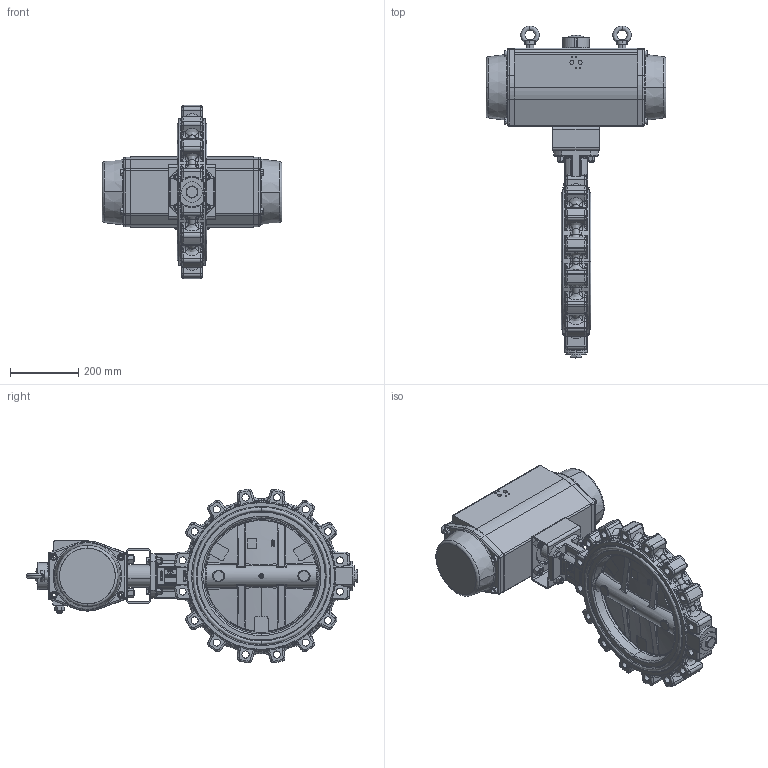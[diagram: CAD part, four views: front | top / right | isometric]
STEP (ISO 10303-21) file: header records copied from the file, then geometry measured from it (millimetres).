
FILE_DESCRIPTION (( 'STEP AP203' ), '1' );
FILE_NAME ('AK02_DN350_GD_pneu..STEP', '2022-11-04T07:38:54', ( '' ), ( '' ), 'SwSTEP 2.0', 'SolidWorks 2021', '' );
FILE_SCHEMA (( 'CONFIG_CONTROL_DESIGN' ));
Products named in the file (1): AK02_DN350_GD_pneu.
Bounding box: 528 x 974 x 509.49 mm (x, y, z)
Surface area: 1394318.4 mm2 (no closed solid volume)
Topology: 0 solids, 390 shells, 1818 faces, 6140 edges, 4504 vertices
Faces by surface type: bspline 455, cylinder 417, plane 401, torus 377, cone 154, sphere 14
Entity records: 135057 total; most frequent: CARTESIAN_POINT 87565, ORIENTED_EDGE 9139, DIRECTION 8918, EDGE_CURVE 6000, VERTEX_POINT 4504, AXIS2_PLACEMENT_3D 3596, CIRCLE 2232, EDGE_LOOP 1992
